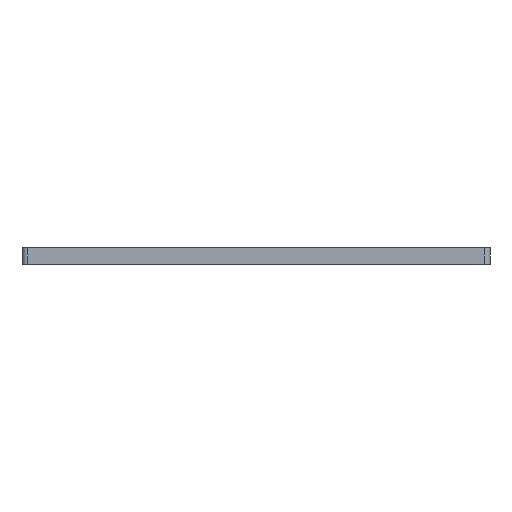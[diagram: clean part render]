
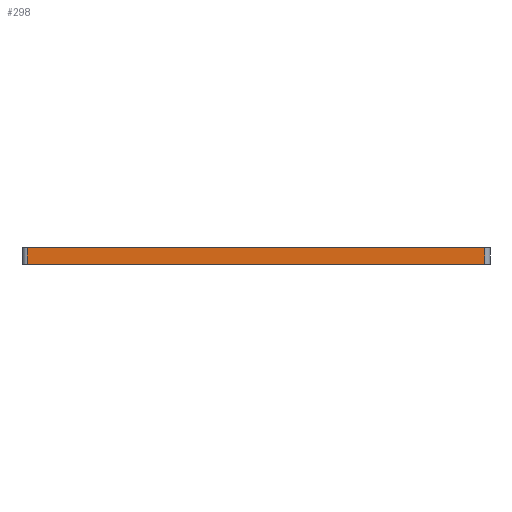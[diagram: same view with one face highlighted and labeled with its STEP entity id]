
A CAD part, front view. The second image highlights one B-rep face of the part: STEP entity #298.
In plain terms, the highlighted planar face has unit normal (0, -1, 0).
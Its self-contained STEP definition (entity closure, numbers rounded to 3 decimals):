
#33 = EDGE_CURVE ( 'NONE', #620, #495, #268, .T. ) ;
#56 = CARTESIAN_POINT ( 'NONE',  ( -68.5, -87.5, 5. ) ) ;
#100 = ORIENTED_EDGE ( 'NONE', *, *, #33, .F. ) ;
#146 = VECTOR ( 'NONE', #820, 1000. ) ;
#151 = VECTOR ( 'NONE', #176, 1000. ) ;
#173 = LINE ( 'NONE', #501, #151 ) ;
#176 = DIRECTION ( 'NONE',  ( 1., 0., 0. ) ) ;
#250 = LINE ( 'NONE', #579, #146 ) ;
#268 = LINE ( 'NONE', #598, #524 ) ;
#298 = ADVANCED_FACE ( 'NONE', ( #959 ), #324, .F. ) ;
#324 = PLANE ( 'NONE',  #390 ) ;
#337 = VERTEX_POINT ( 'NONE', #951 ) ;
#349 = ORIENTED_EDGE ( 'NONE', *, *, #768, .T. ) ;
#390 = AXIS2_PLACEMENT_3D ( 'NONE', #738, #885, #731 ) ;
#442 = DIRECTION ( 'NONE',  ( 0., 0., -1. ) ) ;
#486 = EDGE_CURVE ( 'NONE', #337, #495, #173, .T. ) ;
#495 = VERTEX_POINT ( 'NONE', #992 ) ;
#501 = CARTESIAN_POINT ( 'NONE',  ( 68., -87.5, 0. ) ) ;
#524 = VECTOR ( 'NONE', #442, 1000. ) ;
#549 = LINE ( 'NONE', #56, #894 ) ;
#579 = CARTESIAN_POINT ( 'NONE',  ( -68., -87.5, 5. ) ) ;
#598 = CARTESIAN_POINT ( 'NONE',  ( 68.5, -87.5, 5. ) ) ;
#615 = CARTESIAN_POINT ( 'NONE',  ( -68.5, -87.5, 5. ) ) ;
#620 = VERTEX_POINT ( 'NONE', #1011 ) ;
#632 = EDGE_LOOP ( 'NONE', ( #676, #100, #1040, #349 ) ) ;
#676 = ORIENTED_EDGE ( 'NONE', *, *, #486, .T. ) ;
#700 = VERTEX_POINT ( 'NONE', #615 ) ;
#731 = DIRECTION ( 'NONE',  ( 0., 0., 1. ) ) ;
#738 = CARTESIAN_POINT ( 'NONE',  ( 68., -87.5, 5. ) ) ;
#768 = EDGE_CURVE ( 'NONE', #700, #337, #549, .T. ) ;
#820 = DIRECTION ( 'NONE',  ( 1., 0., 0. ) ) ;
#845 = EDGE_CURVE ( 'NONE', #700, #620, #250, .T. ) ;
#885 = DIRECTION ( 'NONE',  ( 0., 1., 0. ) ) ;
#894 = VECTOR ( 'NONE', #960, 1000. ) ;
#951 = CARTESIAN_POINT ( 'NONE',  ( -68.5, -87.5, 0. ) ) ;
#959 = FACE_OUTER_BOUND ( 'NONE', #632, .T. ) ;
#960 = DIRECTION ( 'NONE',  ( 0., 0., -1. ) ) ;
#992 = CARTESIAN_POINT ( 'NONE',  ( 68.5, -87.5, 0. ) ) ;
#1011 = CARTESIAN_POINT ( 'NONE',  ( 68.5, -87.5, 5. ) ) ;
#1040 = ORIENTED_EDGE ( 'NONE', *, *, #845, .F. ) ;
